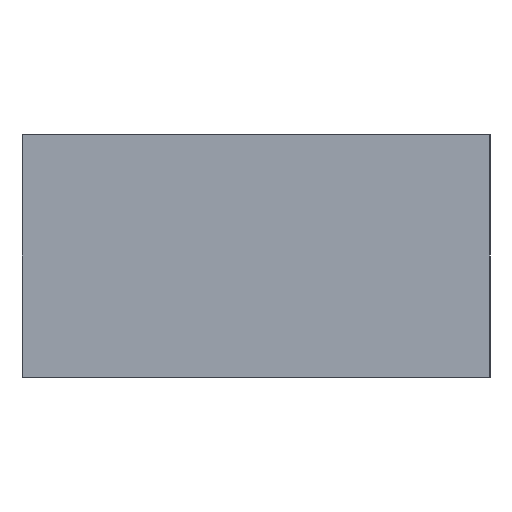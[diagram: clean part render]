
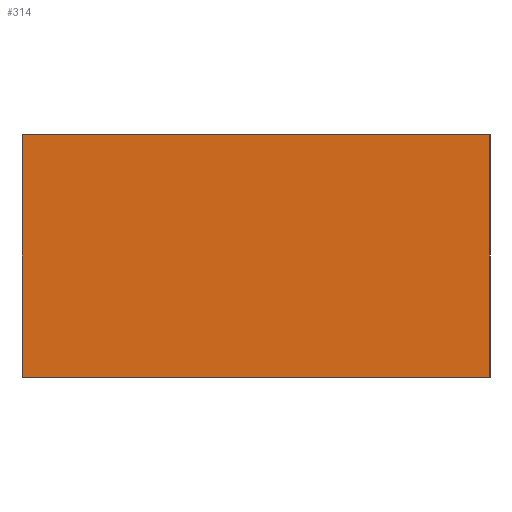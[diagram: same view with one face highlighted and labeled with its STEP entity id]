
A CAD part, left-side view. The second image highlights one B-rep face of the part: STEP entity #314.
In plain terms, the highlighted planar face has unit normal (-1, 0, 0).
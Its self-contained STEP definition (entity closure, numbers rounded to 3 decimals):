
#61 = PLANE ( 'NONE',  #998 ) ;
#62 = CARTESIAN_POINT ( 'NONE',  ( -1.1, 0.675, 291599.975 ) ) ;
#67 = DIRECTION ( 'NONE',  ( 1., 0., 0. ) ) ;
#68 = DIRECTION ( 'NONE',  ( 0., 0., -1. ) ) ;
#96 = CARTESIAN_POINT ( 'NONE',  ( -1.1, -0.675, 0.7 ) ) ;
#108 = CARTESIAN_POINT ( 'NONE',  ( -1.1, 0.675, 0.7 ) ) ;
#156 = CARTESIAN_POINT ( 'NONE',  ( -1.1, -0.675, 0. ) ) ;
#163 = CARTESIAN_POINT ( 'NONE',  ( -1.1, 0.675, 0. ) ) ;
#314 = ADVANCED_FACE ( 'NONE', ( #705 ), #61, .F. ) ;
#383 = VECTOR ( 'NONE', #1047, 1000. ) ;
#422 = VERTEX_POINT ( 'NONE', #108 ) ;
#424 = VERTEX_POINT ( 'NONE', #96 ) ;
#490 = ORIENTED_EDGE ( 'NONE', *, *, #948, .F. ) ;
#541 = EDGE_LOOP ( 'NONE', ( #619, #490, #610, #644 ) ) ;
#610 = ORIENTED_EDGE ( 'NONE', *, *, #949, .F. ) ;
#619 = ORIENTED_EDGE ( 'NONE', *, *, #947, .T. ) ;
#644 = ORIENTED_EDGE ( 'NONE', *, *, #945, .T. ) ;
#649 = VERTEX_POINT ( 'NONE', #163 ) ;
#653 = VERTEX_POINT ( 'NONE', #156 ) ;
#705 = FACE_OUTER_BOUND ( 'NONE', #541, .T. ) ;
#859 = LINE ( 'NONE', #1039, #862 ) ;
#861 = LINE ( 'NONE', #1034, #383 ) ;
#862 = VECTOR ( 'NONE', #1041, 1000. ) ;
#863 = LINE ( 'NONE', #1043, #866 ) ;
#865 = LINE ( 'NONE', #1045, #867 ) ;
#866 = VECTOR ( 'NONE', #1044, 1000. ) ;
#867 = VECTOR ( 'NONE', #1046, 1000. ) ;
#945 = EDGE_CURVE ( 'NONE', #649, #653, #859, .T. ) ;
#947 = EDGE_CURVE ( 'NONE', #653, #424, #863, .T. ) ;
#948 = EDGE_CURVE ( 'NONE', #422, #424, #865, .T. ) ;
#949 = EDGE_CURVE ( 'NONE', #649, #422, #861, .T. ) ;
#998 = AXIS2_PLACEMENT_3D ( 'NONE', #62, #67, #68 ) ;
#1034 = CARTESIAN_POINT ( 'NONE',  ( -1.1, 0.675, 291599.975 ) ) ;
#1039 = CARTESIAN_POINT ( 'NONE',  ( -1.1, 0.675, 0. ) ) ;
#1041 = DIRECTION ( 'NONE',  ( 0., -1., 0. ) ) ;
#1043 = CARTESIAN_POINT ( 'NONE',  ( -1.1, -0.675, 291599.975 ) ) ;
#1044 = DIRECTION ( 'NONE',  ( 0., 0., 1. ) ) ;
#1045 = CARTESIAN_POINT ( 'NONE',  ( -1.1, 0.675, 0.7 ) ) ;
#1046 = DIRECTION ( 'NONE',  ( 0., -1., 0. ) ) ;
#1047 = DIRECTION ( 'NONE',  ( 0., 0., 1. ) ) ;
